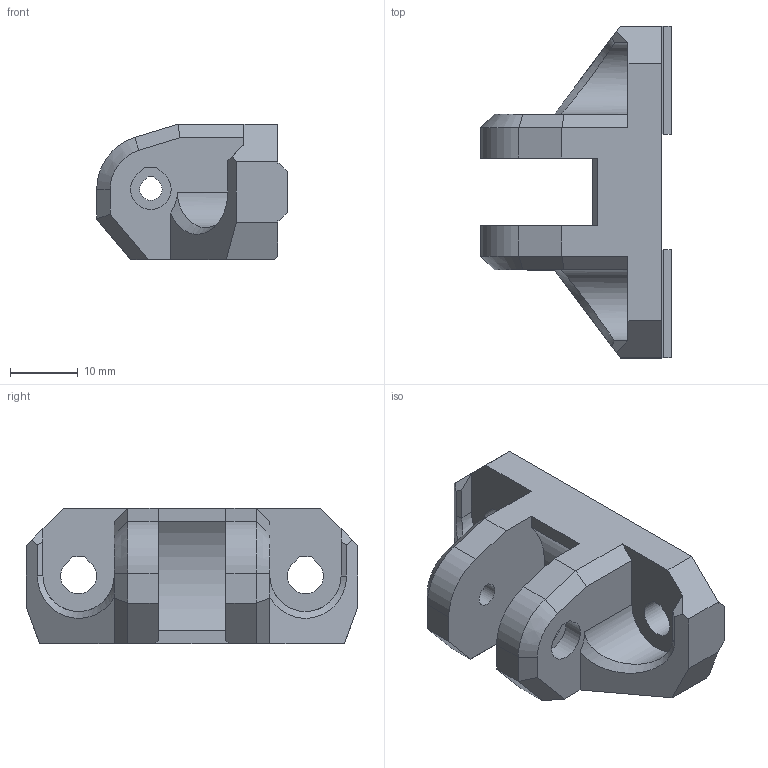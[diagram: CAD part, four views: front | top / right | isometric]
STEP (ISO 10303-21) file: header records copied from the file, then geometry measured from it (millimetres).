
FILE_DESCRIPTION(/* description */ (''),/* implementation_level */ '2;1');
FILE_NAME(/* name */ 'y_idler.step',/* time_stamp */ '2018-02-13T21:24:22+01:00',/* author */ ('gregsaun'),/* organization */ (''),/* preprocessor_version */ 'ST-DEVELOPER v16.13',/* originating_system */ 'Autodesk Translation Framework v6.5.0.72',/* authorisation */ '');
FILE_SCHEMA (('AUTOMOTIVE_DESIGN { 1 0 10303 214 3 1 1 }'));
Length unit declared in the file: millimetre
Products named in the file (1): y_idler
Bounding box: 28.15 x 49 x 20 mm (x, y, z)
Volume: 10428.5 mm3; surface area: 5602.2 mm2
Topology: 1 solids, 8 shells, 143 faces, 351 edges, 228 vertices
Faces by surface type: plane 127, cylinder 12, bspline 2, cone 2
Full cylindrical faces by diameter (mm): 1.5 x2
Entity records: 4277 total; most frequent: CARTESIAN_POINT 851, ORIENTED_EDGE 702, DIRECTION 653, EDGE_CURVE 351, LINE 321, VECTOR 321, VERTEX_POINT 228, AXIS2_PLACEMENT_3D 166
